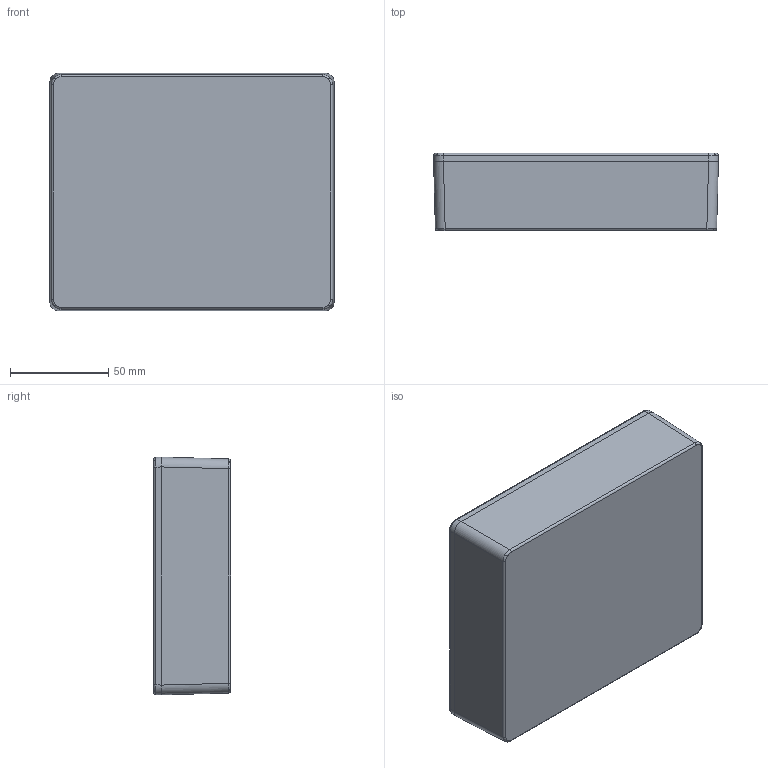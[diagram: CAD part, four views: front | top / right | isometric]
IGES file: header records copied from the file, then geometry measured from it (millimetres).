
Global section: file name: 1590XX.iam; native system: Autodesk Inventor 2014; preprocessor: unknown; author: mbeerman; date: 20140728.135046; units: millimetre
Bounding box: 145.2 x 39.3 x 121.2 mm (x, y, z)
Volume: 123431.7 mm3; surface area: 109410.9 mm2
Topology: 6 solids, 6 shells, 787 faces, 2098 edges, 1368 vertices
Faces by surface type: plane 309, bspline 294, revolution 120, cylinder 48, cone 16
Full cylindrical faces by diameter (mm): 3.378 x4
